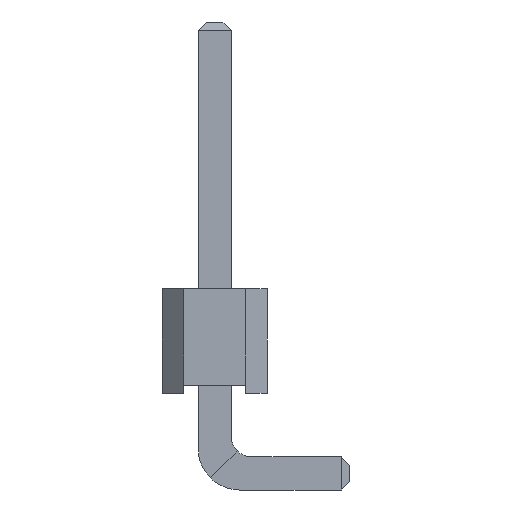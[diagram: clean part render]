
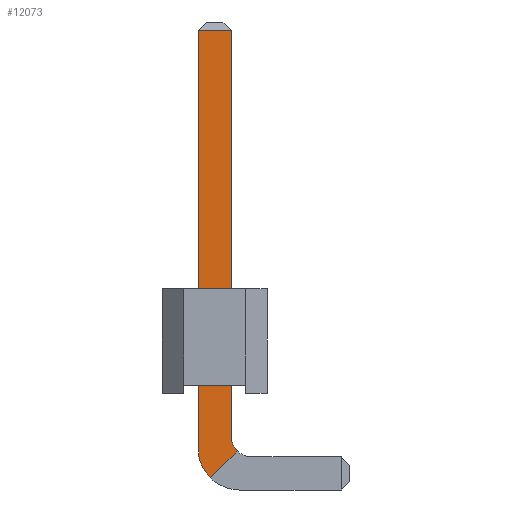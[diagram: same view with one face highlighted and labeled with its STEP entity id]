
A CAD part, front view. The second image highlights one B-rep face of the part: STEP entity #12073.
In plain terms, the highlighted planar face has unit normal (0, -1, 0).
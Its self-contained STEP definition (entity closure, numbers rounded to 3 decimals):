
#11330 = PLANE('',#11331);
#11331 = AXIS2_PLACEMENT_3D('',#11332,#11333,#11334);
#11332 = CARTESIAN_POINT('',(0.4,-22.46,9.));
#11333 = DIRECTION('',(1.,0.,0.));
#11334 = DIRECTION('',(0.,-1.,0.));
#11363 = CYLINDRICAL_SURFACE('',#11364,0.5);
#11364 = AXIS2_PLACEMENT_3D('',#11365,#11366,#11367);
#11365 = CARTESIAN_POINT('',(0.9,-22.46,-1.04));
#11366 = DIRECTION('',(0.,-1.,0.));
#11367 = DIRECTION('',(-1.,0.,0.));
#11424 = CYLINDRICAL_SURFACE('',#11425,1.);
#11425 = AXIS2_PLACEMENT_3D('',#11426,#11427,#11428);
#11426 = CARTESIAN_POINT('',(0.6,-22.46,-1.34));
#11427 = DIRECTION('',(-0.,-1.,0.));
#11428 = DIRECTION('',(-1.,0.,0.));
#11452 = PLANE('',#11453);
#11453 = AXIS2_PLACEMENT_3D('',#11454,#11455,#11456);
#11454 = CARTESIAN_POINT('',(-0.4,-23.26,9.));
#11455 = DIRECTION('',(-1.,0.,0.));
#11456 = DIRECTION('',(0.,1.,0.));
#11495 = VERTEX_POINT('',#11496);
#11496 = CARTESIAN_POINT('',(0.4,-23.26,8.8));
#11522 = EDGE_CURVE('',#11495,#11523,#11525,.T.);
#11523 = VERTEX_POINT('',#11524);
#11524 = CARTESIAN_POINT('',(0.4,-23.26,-1.04));
#11525 = SURFACE_CURVE('',#11526,(#11530,#11537),.PCURVE_S1.);
#11526 = LINE('',#11527,#11528);
#11527 = CARTESIAN_POINT('',(0.4,-23.26,9.));
#11528 = VECTOR('',#11529,1.);
#11529 = DIRECTION('',(0.,0.,-1.));
#11530 = PCURVE('',#11330,#11531);
#11531 = DEFINITIONAL_REPRESENTATION('',(#11532),#11536);
#11532 = LINE('',#11533,#11534);
#11533 = CARTESIAN_POINT('',(0.8,0.));
#11534 = VECTOR('',#11535,1.);
#11535 = DIRECTION('',(0.,1.));
#11536 = ( GEOMETRIC_REPRESENTATION_CONTEXT(2) 
PARAMETRIC_REPRESENTATION_CONTEXT() REPRESENTATION_CONTEXT('2D SPACE',''
  ) );
#11537 = PCURVE('',#11538,#11543);
#11538 = PLANE('',#11539);
#11539 = AXIS2_PLACEMENT_3D('',#11540,#11541,#11542);
#11540 = CARTESIAN_POINT('',(0.4,-23.26,9.));
#11541 = DIRECTION('',(-0.,-1.,0.));
#11542 = DIRECTION('',(-1.,0.,0.));
#11543 = DEFINITIONAL_REPRESENTATION('',(#11544),#11548);
#11544 = LINE('',#11545,#11546);
#11545 = CARTESIAN_POINT('',(0.,0.));
#11546 = VECTOR('',#11547,1.);
#11547 = DIRECTION('',(0.,1.));
#11548 = ( GEOMETRIC_REPRESENTATION_CONTEXT(2) 
PARAMETRIC_REPRESENTATION_CONTEXT() REPRESENTATION_CONTEXT('2D SPACE',''
  ) );
#11713 = VERTEX_POINT('',#11714);
#11714 = CARTESIAN_POINT('',(0.546,-23.26,-1.394));
#11729 = PLANE('',#11730);
#11730 = AXIS2_PLACEMENT_3D('',#11731,#11732,#11733);
#11731 = CARTESIAN_POINT('',(0.,-23.26,-1.54));
#11732 = DIRECTION('',(0.,-1.,0.));
#11733 = DIRECTION('',(0.,0.,-1.));
#11741 = EDGE_CURVE('',#11523,#11713,#11742,.T.);
#11742 = SURFACE_CURVE('',#11743,(#11748,#11755),.PCURVE_S1.);
#11743 = CIRCLE('',#11744,0.5);
#11744 = AXIS2_PLACEMENT_3D('',#11745,#11746,#11747);
#11745 = CARTESIAN_POINT('',(0.9,-23.26,-1.04));
#11746 = DIRECTION('',(0.,-1.,0.));
#11747 = DIRECTION('',(0.,0.,-1.));
#11748 = PCURVE('',#11363,#11749);
#11749 = DEFINITIONAL_REPRESENTATION('',(#11750),#11754);
#11750 = LINE('',#11751,#11752);
#11751 = CARTESIAN_POINT('',(-4.712,0.8));
#11752 = VECTOR('',#11753,1.);
#11753 = DIRECTION('',(1.,0.));
#11754 = ( GEOMETRIC_REPRESENTATION_CONTEXT(2) 
PARAMETRIC_REPRESENTATION_CONTEXT() REPRESENTATION_CONTEXT('2D SPACE',''
  ) );
#11755 = PCURVE('',#11538,#11756);
#11756 = DEFINITIONAL_REPRESENTATION('',(#11757),#11761);
#11757 = CIRCLE('',#11758,0.5);
#11758 = AXIS2_PLACEMENT_2D('',#11759,#11760);
#11759 = CARTESIAN_POINT('',(-0.5,10.04));
#11760 = DIRECTION('',(0.,1.));
#11761 = ( GEOMETRIC_REPRESENTATION_CONTEXT(2) 
PARAMETRIC_REPRESENTATION_CONTEXT() REPRESENTATION_CONTEXT('2D SPACE',''
  ) );
#11767 = EDGE_CURVE('',#11768,#11770,#11772,.T.);
#11768 = VERTEX_POINT('',#11769);
#11769 = CARTESIAN_POINT('',(-0.4,-23.26,8.8));
#11770 = VERTEX_POINT('',#11771);
#11771 = CARTESIAN_POINT('',(-0.4,-23.26,-1.34));
#11772 = SURFACE_CURVE('',#11773,(#11777,#11784),.PCURVE_S1.);
#11773 = LINE('',#11774,#11775);
#11774 = CARTESIAN_POINT('',(-0.4,-23.26,9.));
#11775 = VECTOR('',#11776,1.);
#11776 = DIRECTION('',(0.,0.,-1.));
#11777 = PCURVE('',#11452,#11778);
#11778 = DEFINITIONAL_REPRESENTATION('',(#11779),#11783);
#11779 = LINE('',#11780,#11781);
#11780 = CARTESIAN_POINT('',(0.,0.));
#11781 = VECTOR('',#11782,1.);
#11782 = DIRECTION('',(0.,1.));
#11783 = ( GEOMETRIC_REPRESENTATION_CONTEXT(2) 
PARAMETRIC_REPRESENTATION_CONTEXT() REPRESENTATION_CONTEXT('2D SPACE',''
  ) );
#11784 = PCURVE('',#11538,#11785);
#11785 = DEFINITIONAL_REPRESENTATION('',(#11786),#11790);
#11786 = LINE('',#11787,#11788);
#11787 = CARTESIAN_POINT('',(0.8,0.));
#11788 = VECTOR('',#11789,1.);
#11789 = DIRECTION('',(0.,1.));
#11790 = ( GEOMETRIC_REPRESENTATION_CONTEXT(2) 
PARAMETRIC_REPRESENTATION_CONTEXT() REPRESENTATION_CONTEXT('2D SPACE',''
  ) );
#11974 = VERTEX_POINT('',#11975);
#11975 = CARTESIAN_POINT('',(-0.107,-23.26,-2.047));
#11997 = EDGE_CURVE('',#11770,#11974,#11998,.T.);
#11998 = SURFACE_CURVE('',#11999,(#12004,#12011),.PCURVE_S1.);
#11999 = CIRCLE('',#12000,1.);
#12000 = AXIS2_PLACEMENT_3D('',#12001,#12002,#12003);
#12001 = CARTESIAN_POINT('',(0.6,-23.26,-1.34));
#12002 = DIRECTION('',(0.,-1.,0.));
#12003 = DIRECTION('',(0.,0.,-1.));
#12004 = PCURVE('',#11424,#12005);
#12005 = DEFINITIONAL_REPRESENTATION('',(#12006),#12010);
#12006 = LINE('',#12007,#12008);
#12007 = CARTESIAN_POINT('',(-4.712,0.8));
#12008 = VECTOR('',#12009,1.);
#12009 = DIRECTION('',(1.,0.));
#12010 = ( GEOMETRIC_REPRESENTATION_CONTEXT(2) 
PARAMETRIC_REPRESENTATION_CONTEXT() REPRESENTATION_CONTEXT('2D SPACE',''
  ) );
#12011 = PCURVE('',#11538,#12012);
#12012 = DEFINITIONAL_REPRESENTATION('',(#12013),#12017);
#12013 = CIRCLE('',#12014,1.);
#12014 = AXIS2_PLACEMENT_2D('',#12015,#12016);
#12015 = CARTESIAN_POINT('',(-0.2,10.34));
#12016 = DIRECTION('',(0.,1.));
#12017 = ( GEOMETRIC_REPRESENTATION_CONTEXT(2) 
PARAMETRIC_REPRESENTATION_CONTEXT() REPRESENTATION_CONTEXT('2D SPACE',''
  ) );
#12041 = PLANE('',#12042);
#12042 = AXIS2_PLACEMENT_3D('',#12043,#12044,#12045);
#12043 = CARTESIAN_POINT('',(0.4,-23.16,8.9));
#12044 = DIRECTION('',(0.,-0.707,0.707
    ));
#12045 = DIRECTION('',(-1.,0.,0.));
#12073 = ADVANCED_FACE('',(#12074),#11538,.T.);
#12074 = FACE_BOUND('',#12075,.T.);
#12075 = EDGE_LOOP('',(#12076,#12077,#12098,#12099,#12100,#12121));
#12076 = ORIENTED_EDGE('',*,*,#11522,.F.);
#12077 = ORIENTED_EDGE('',*,*,#12078,.T.);
#12078 = EDGE_CURVE('',#11495,#11768,#12079,.T.);
#12079 = SURFACE_CURVE('',#12080,(#12084,#12091),.PCURVE_S1.);
#12080 = LINE('',#12081,#12082);
#12081 = CARTESIAN_POINT('',(0.4,-23.26,8.8));
#12082 = VECTOR('',#12083,1.);
#12083 = DIRECTION('',(-1.,0.,0.));
#12084 = PCURVE('',#11538,#12085);
#12085 = DEFINITIONAL_REPRESENTATION('',(#12086),#12090);
#12086 = LINE('',#12087,#12088);
#12087 = CARTESIAN_POINT('',(0.,0.2));
#12088 = VECTOR('',#12089,1.);
#12089 = DIRECTION('',(1.,0.));
#12090 = ( GEOMETRIC_REPRESENTATION_CONTEXT(2) 
PARAMETRIC_REPRESENTATION_CONTEXT() REPRESENTATION_CONTEXT('2D SPACE',''
  ) );
#12091 = PCURVE('',#12041,#12092);
#12092 = DEFINITIONAL_REPRESENTATION('',(#12093),#12097);
#12093 = LINE('',#12094,#12095);
#12094 = CARTESIAN_POINT('',(0.,0.141));
#12095 = VECTOR('',#12096,1.);
#12096 = DIRECTION('',(1.,0.));
#12097 = ( GEOMETRIC_REPRESENTATION_CONTEXT(2) 
PARAMETRIC_REPRESENTATION_CONTEXT() REPRESENTATION_CONTEXT('2D SPACE',''
  ) );
#12098 = ORIENTED_EDGE('',*,*,#11767,.T.);
#12099 = ORIENTED_EDGE('',*,*,#11997,.T.);
#12100 = ORIENTED_EDGE('',*,*,#12101,.F.);
#12101 = EDGE_CURVE('',#11713,#11974,#12102,.T.);
#12102 = SURFACE_CURVE('',#12103,(#12107,#12114),.PCURVE_S1.);
#12103 = LINE('',#12104,#12105);
#12104 = CARTESIAN_POINT('',(0.4,-23.26,-1.54));
#12105 = VECTOR('',#12106,1.);
#12106 = DIRECTION('',(-0.707,0.,
    -0.707));
#12107 = PCURVE('',#11538,#12108);
#12108 = DEFINITIONAL_REPRESENTATION('',(#12109),#12113);
#12109 = LINE('',#12110,#12111);
#12110 = CARTESIAN_POINT('',(0.,10.54));
#12111 = VECTOR('',#12112,1.);
#12112 = DIRECTION('',(0.707,0.707));
#12113 = ( GEOMETRIC_REPRESENTATION_CONTEXT(2) 
PARAMETRIC_REPRESENTATION_CONTEXT() REPRESENTATION_CONTEXT('2D SPACE',''
  ) );
#12114 = PCURVE('',#11729,#12115);
#12115 = DEFINITIONAL_REPRESENTATION('',(#12116),#12120);
#12116 = LINE('',#12117,#12118);
#12117 = CARTESIAN_POINT('',(0.,0.4));
#12118 = VECTOR('',#12119,1.);
#12119 = DIRECTION('',(0.707,-0.707));
#12120 = ( GEOMETRIC_REPRESENTATION_CONTEXT(2) 
PARAMETRIC_REPRESENTATION_CONTEXT() REPRESENTATION_CONTEXT('2D SPACE',''
  ) );
#12121 = ORIENTED_EDGE('',*,*,#11741,.F.);
